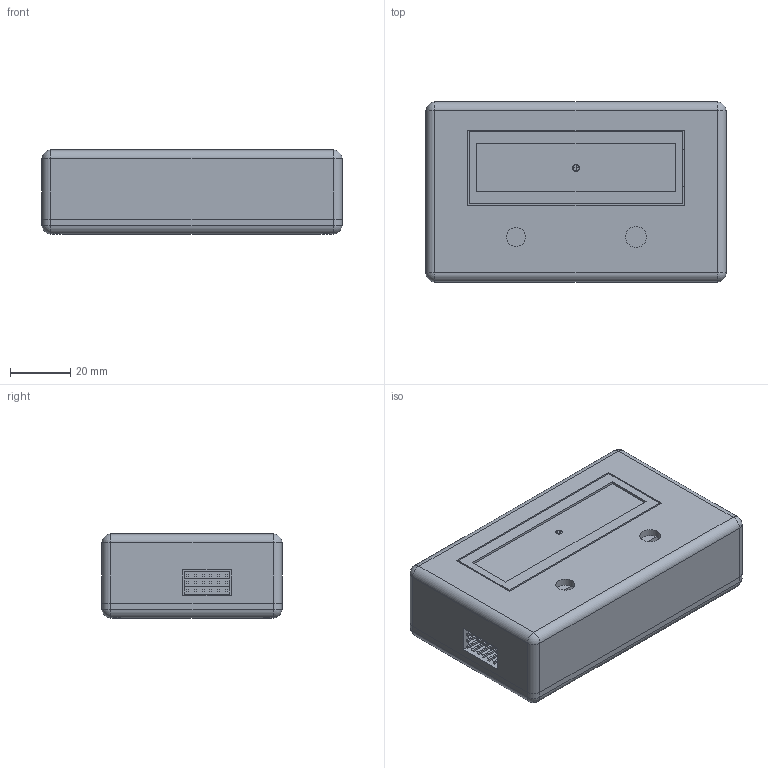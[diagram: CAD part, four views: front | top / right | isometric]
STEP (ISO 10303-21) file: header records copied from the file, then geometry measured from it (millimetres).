
FILE_DESCRIPTION(/* description */ (''),/* implementation_level */ '2;1');
FILE_NAME(/* name */ 'OTT Servo Tester Enclosure v11.step',/* time_stamp */ '2020-11-29T15:24:49+11:00',/* author */ (''),/* organization */ (''),/* preprocessor_version */ 'ST-DEVELOPER v18.1',/* originating_system */ 'Autodesk Translation Framework v9.3.0.1241',/* authorisation */ '');
FILE_SCHEMA (('AUTOMOTIVE_DESIGN { 1 0 10303 214 3 1 1 }'));
Length unit declared in the file: millimetre
Products named in the file (24): OTT Servo Tester Enclosure; Body; Cover; 1602 LCD Simplified Model v9; LCD PCB; LCD Bezel; LCD Glass; PCB Connector; I2C PCB; I2C Connectors; Arduino Pro Micro Simplified Model v2; Cap1; Reset Body; CPU; Reset Switch; Tx; Cap2; PCB; Power Header v5; Header; PCB (1); Servo Block v3; Header (1); PCB (2)
Assembly tree (23 placements, depth 3):
  OTT Servo Tester Enclosure
    Body
    Cover
    1602 LCD Simplified Model v9
      LCD PCB
      LCD Bezel
      LCD Glass
      PCB Connector
      I2C PCB
      I2C Connectors
    Arduino Pro Micro Simplified Model v2
      Cap1
      Reset Body
      CPU
      Reset Switch
      Tx
      Cap2
      PCB
    Power Header v5
      Header
      PCB (1)
    Servo Block v3
      Header (1)
      PCB (2)
Bounding box: 100 x 60 x 28 mm (x, y, z)
Volume: 62643.8 mm3; surface area: 58334.6 mm2
Topology: 72 solids, 72 shells, 884 faces, 2114 edges, 1382 vertices
Faces by surface type: plane 629, cylinder 222, sphere 20, torus 9, bspline 4
Full cylindrical faces by diameter (mm): 1 x92, 1.5 x4, 2 x8, 2.1 x4, 2.2 x1, 2.5 x5, 3 x4, 3.1 x4, 4.7 x4, 6 x4, 6.3 x1, 7 x1
Entity records: 26821 total; most frequent: CARTESIAN_POINT 4615, DIRECTION 4428, ORIENTED_EDGE 4228, EDGE_CURVE 2114, LINE 1606, VECTOR 1606, AXIS2_PLACEMENT_3D 1411, VERTEX_POINT 1382
